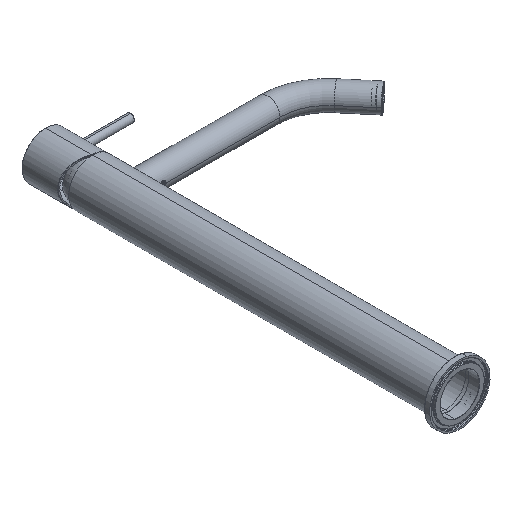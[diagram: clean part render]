
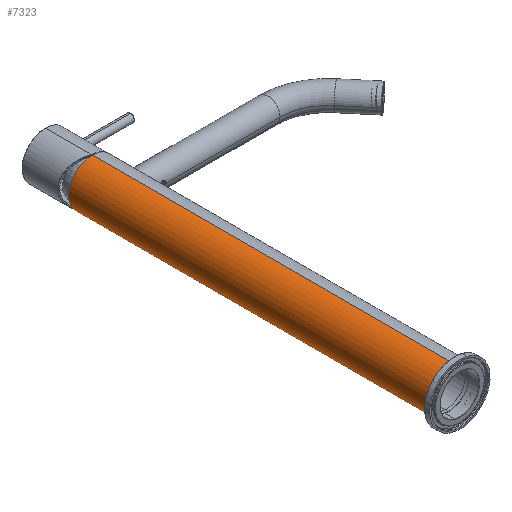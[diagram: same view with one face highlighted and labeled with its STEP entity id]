
A CAD part, isometric view. The second image highlights one B-rep face of the part: STEP entity #7323.
In plain terms, the highlighted cylindrical face has radius 17.5 mm (diameter 35 mm), a partial arc.
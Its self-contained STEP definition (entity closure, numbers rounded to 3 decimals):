
#386 = CARTESIAN_POINT ( 'NONE',  ( 0., 120., -17.5 ) ) ;
#1192 = VECTOR ( 'NONE', #6281, 1000. ) ;
#1332 = DIRECTION ( 'NONE',  ( 0., -1., 0. ) ) ;
#1356 = EDGE_LOOP ( 'NONE', ( #7965, #7325, #7239, #4393 ) ) ;
#1440 = FACE_OUTER_BOUND ( 'NONE', #1356, .T. ) ;
#2155 = CYLINDRICAL_SURFACE ( 'NONE', #2530, 17.5 ) ;
#2530 = AXIS2_PLACEMENT_3D ( 'NONE', #7164, #1332, #3137 ) ;
#2664 = DIRECTION ( 'NONE',  ( 0., 1., 0. ) ) ;
#3137 = DIRECTION ( 'NONE',  ( 0., 0., -1. ) ) ;
#3236 = EDGE_CURVE ( 'NONE', #9126, #4467, #9619, .T. ) ;
#3308 = EDGE_CURVE ( 'NONE', #9311, #9126, #6386, .T. ) ;
#3326 = CARTESIAN_POINT ( 'NONE',  ( 0., -150., -17.5 ) ) ;
#3675 = VECTOR ( 'NONE', #3698, 1000. ) ;
#3698 = DIRECTION ( 'NONE',  ( 0., -1., 0. ) ) ;
#4008 = CARTESIAN_POINT ( 'NONE',  ( 0., 120., 17.5 ) ) ;
#4393 = ORIENTED_EDGE ( 'NONE', *, *, #3236, .F. ) ;
#4467 = VERTEX_POINT ( 'NONE', #3326 ) ;
#4503 = LINE ( 'NONE', #386, #3675 ) ;
#4550 = CARTESIAN_POINT ( 'NONE',  ( 0., -150., 0. ) ) ;
#5437 = CARTESIAN_POINT ( 'NONE',  ( 0., 120., 17.5 ) ) ;
#5637 = CIRCLE ( 'NONE', #7010, 17.5 ) ;
#5860 = AXIS2_PLACEMENT_3D ( 'NONE', #4550, #7824, #7181 ) ;
#6007 = DIRECTION ( 'NONE',  ( 0., 0., 1. ) ) ;
#6281 = DIRECTION ( 'NONE',  ( 0., -1., 0. ) ) ;
#6386 = LINE ( 'NONE', #4008, #1192 ) ;
#6705 = CARTESIAN_POINT ( 'NONE',  ( 0., 120., 0. ) ) ;
#7010 = AXIS2_PLACEMENT_3D ( 'NONE', #6705, #2664, #6007 ) ;
#7164 = CARTESIAN_POINT ( 'NONE',  ( 0., 120., 0. ) ) ;
#7181 = DIRECTION ( 'NONE',  ( 0., 0., -1. ) ) ;
#7239 = ORIENTED_EDGE ( 'NONE', *, *, #10522, .T. ) ;
#7323 = ADVANCED_FACE ( 'NONE', ( #1440 ), #2155, .T. ) ;
#7325 = ORIENTED_EDGE ( 'NONE', *, *, #8186, .F. ) ;
#7824 = DIRECTION ( 'NONE',  ( 0., -1., 0. ) ) ;
#7965 = ORIENTED_EDGE ( 'NONE', *, *, #3308, .F. ) ;
#8186 = EDGE_CURVE ( 'NONE', #8588, #9311, #5637, .T. ) ;
#8588 = VERTEX_POINT ( 'NONE', #9797 ) ;
#9126 = VERTEX_POINT ( 'NONE', #9184 ) ;
#9184 = CARTESIAN_POINT ( 'NONE',  ( 0., -150., 17.5 ) ) ;
#9311 = VERTEX_POINT ( 'NONE', #5437 ) ;
#9619 = CIRCLE ( 'NONE', #5860, 17.5 ) ;
#9797 = CARTESIAN_POINT ( 'NONE',  ( 0., 120., -17.5 ) ) ;
#10522 = EDGE_CURVE ( 'NONE', #8588, #4467, #4503, .T. ) ;
